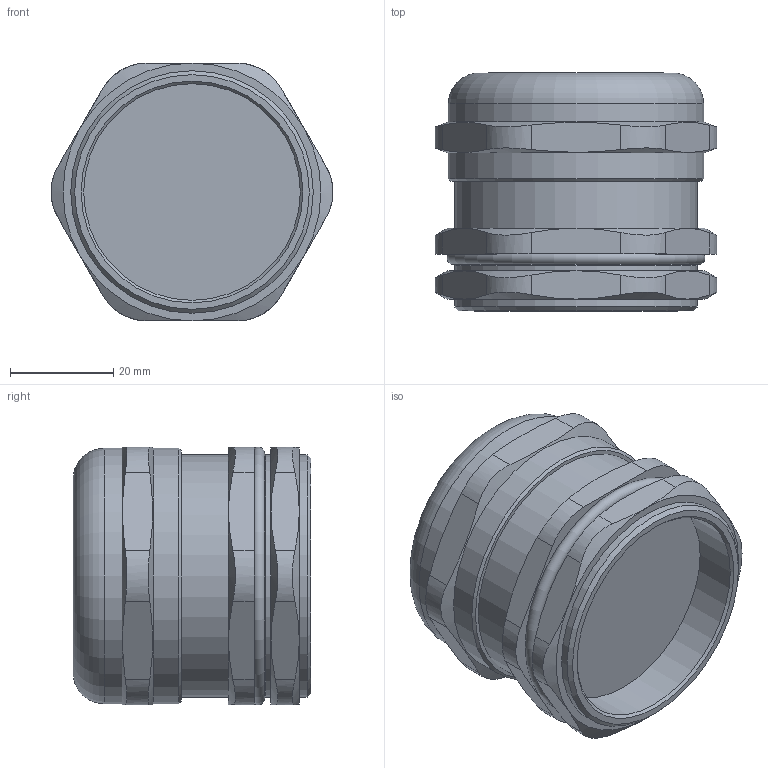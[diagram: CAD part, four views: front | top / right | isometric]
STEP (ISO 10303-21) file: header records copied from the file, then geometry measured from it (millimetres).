
FILE_DESCRIPTION(/* description */ ('','CAx-IF Rec.Pracs.---Representation and Presentation of Product Manufacturing Information (PMI)---4.0---2014-10-13'),/* implementation_level */ '2;1');
FILE_NAME(/* name */ 'ЗЭТАРУС PG36 (25-33 мм).stp',/* time_stamp */ '2023-02-13T14:58:58+07:00',/* author */ ('zeta-09'),/* organization */ (''),/* preprocessor_version */ 'ST-DEVELOPER v18.1',/* originating_system */ 'Autodesk Inventor 2021',/* authorisation */ '');
FILE_SCHEMA (('AP242_MANAGED_MODEL_BASED_3D_ENGINEERING_MIM_LF { 1 0 10303 442 1 1 4 }'));
Length unit declared in the file: millimetre
Products named in the file (1): Деталь4
Bounding box: 54.64 x 46.12 x 50 mm (x, y, z)
Volume: 75811 mm3; surface area: 16086.3 mm2
Topology: 1 solids, 3 shells, 80 faces, 188 edges, 119 vertices
Faces by surface type: plane 29, cylinder 24, cone 24, torus 3
Full cylindrical faces by diameter (mm): 42 x1, 47 x3, 49.5 x2
Entity records: 2663 total; most frequent: CARTESIAN_POINT 773, ORIENTED_EDGE 374, DIRECTION 350, EDGE_CURVE 188, AXIS2_PLACEMENT_3D 148, VERTEX_POINT 119, EDGE_LOOP 87, STYLED_ITEM 80
